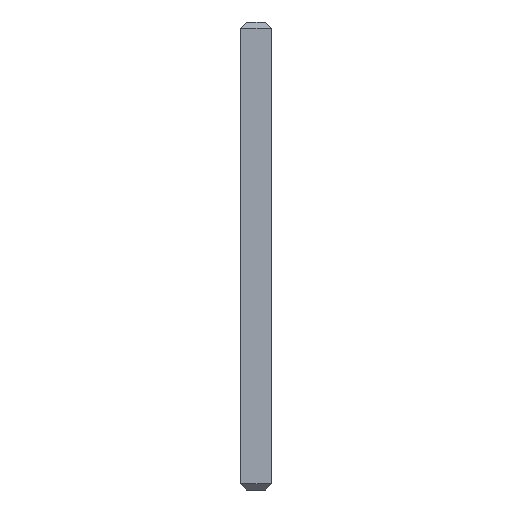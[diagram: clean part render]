
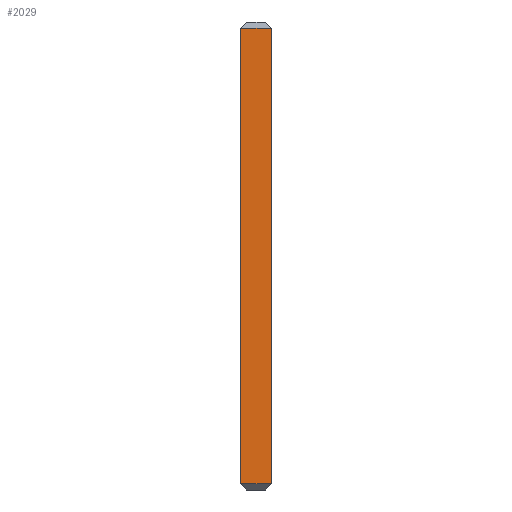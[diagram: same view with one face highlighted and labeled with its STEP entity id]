
A CAD part, front view. The second image highlights one B-rep face of the part: STEP entity #2029.
In plain terms, the highlighted planar face has unit normal (0, -1, 0).
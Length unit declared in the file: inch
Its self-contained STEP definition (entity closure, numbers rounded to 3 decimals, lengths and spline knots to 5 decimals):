
#49=FACE_OUTER_BOUND('',#189,.T.);
#189=EDGE_LOOP('',(#1365,#1366,#1367,#1368));
#326=LINE('',#2910,#606);
#331=LINE('',#2919,#611);
#343=LINE('',#2944,#623);
#344=LINE('',#2946,#624);
#606=VECTOR('',#2341,0.3937);
#611=VECTOR('',#2350,0.3937);
#623=VECTOR('',#2376,0.3937);
#624=VECTOR('',#2379,0.3937);
#882=VERTEX_POINT('',#2902);
#884=VERTEX_POINT('',#2908);
#886=VERTEX_POINT('',#2917);
#892=VERTEX_POINT('',#2938);
#1046=EDGE_CURVE('',#884,#882,#326,.T.);
#1051=EDGE_CURVE('',#884,#886,#331,.T.);
#1063=EDGE_CURVE('',#892,#886,#343,.T.);
#1064=EDGE_CURVE('',#882,#892,#344,.T.);
#1365=ORIENTED_EDGE('',*,*,#1046,.F.);
#1366=ORIENTED_EDGE('',*,*,#1051,.T.);
#1367=ORIENTED_EDGE('',*,*,#1063,.F.);
#1368=ORIENTED_EDGE('',*,*,#1064,.F.);
#1889=PLANE('',#2193);
#2029=ADVANCED_FACE('',(#49),#1889,.T.);
#2193=AXIS2_PLACEMENT_3D('',#2945,#2377,#2378);
#2341=DIRECTION('',(1.,0.,0.));
#2350=DIRECTION('',(0.,0.,-1.));
#2376=DIRECTION('',(-1.,0.,0.));
#2377=DIRECTION('center_axis',(0.,-1.,
0.));
#2378=DIRECTION('ref_axis',(-1.,0.,0.));
#2379=DIRECTION('',(0.,0.,-1.));
#2902=CARTESIAN_POINT('',(0.0113,-0.20955,0.23354));
#2908=CARTESIAN_POINT('',(-0.00878,-0.20955,0.23354));
#2910=CARTESIAN_POINT('',(0.00628,-0.20955,0.23354));
#2917=CARTESIAN_POINT('',(-0.00878,-0.20955,-0.0637));
#2919=CARTESIAN_POINT('',(-0.00878,-0.20955,0.00126));
#2938=CARTESIAN_POINT('',(0.0113,-0.20955,-0.0637));
#2944=CARTESIAN_POINT('',(0.00628,-0.20955,-0.0637));
#2945=CARTESIAN_POINT('Origin',(0.0113,-0.20955,0.00126));
#2946=CARTESIAN_POINT('',(0.0113,-0.20955,0.00126));
